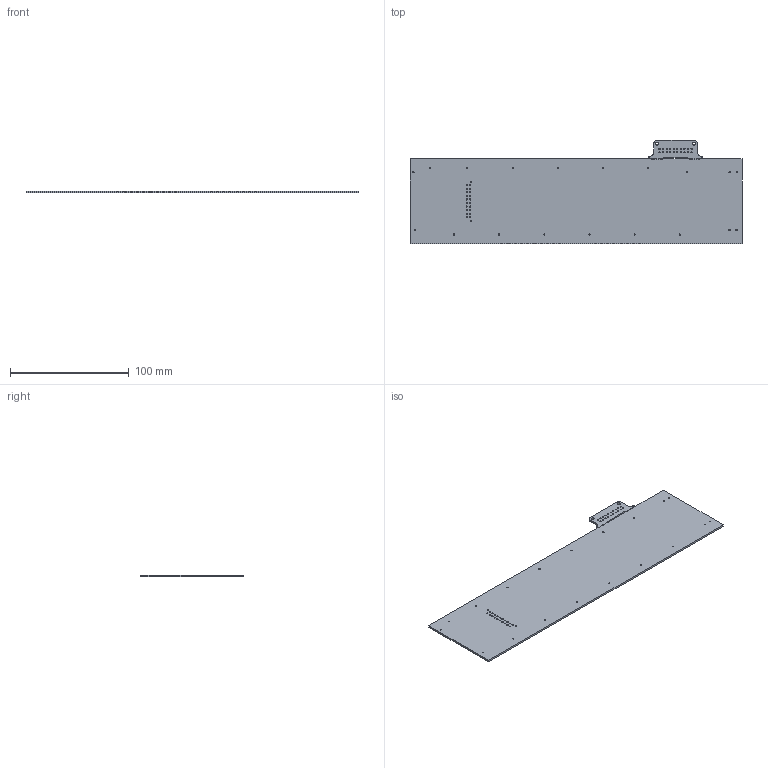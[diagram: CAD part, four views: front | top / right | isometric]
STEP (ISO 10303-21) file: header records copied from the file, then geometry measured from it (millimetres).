
FILE_DESCRIPTION(('KiCad electronic assembly'),'2;1');
FILE_NAME('Vsense.step','2023-02-22T01:44:58',('Pcbnew'),('Kicad'), 'Open CASCADE STEP processor 7.6','KiCad to STEP converter','Unknown' );
FILE_SCHEMA(('AUTOMOTIVE_DESIGN { 1 0 10303 214 1 1 1 1 }'));
Length unit declared in the file: millimetre
Products named in the file (2): Vsense 1; Vsense PCB
Assembly tree (1 placements, depth 2):
  Vsense 1
    Vsense PCB
Bounding box: 280 x 87 x 1.6 mm (x, y, z)
Volume: 32846.9 mm3; surface area: 42658.2 mm2
Topology: 1 solids, 1 shells, 99 faces, 291 edges, 194 vertices
Faces by surface type: cylinder 87, plane 12
Full cylindrical faces by diameter (mm): 0.4 x13, 0.412 x1, 1 x41, 1.02 x20, 2.41 x2
Entity records: 8063 total; most frequent: CARTESIAN_POINT 2212, DIRECTION 1075, ORIENTED_EDGE 582, PCURVE 582, DEFINITIONAL_REPRESENTATION 582, LINE 525, VECTOR 525, EDGE_CURVE 291
